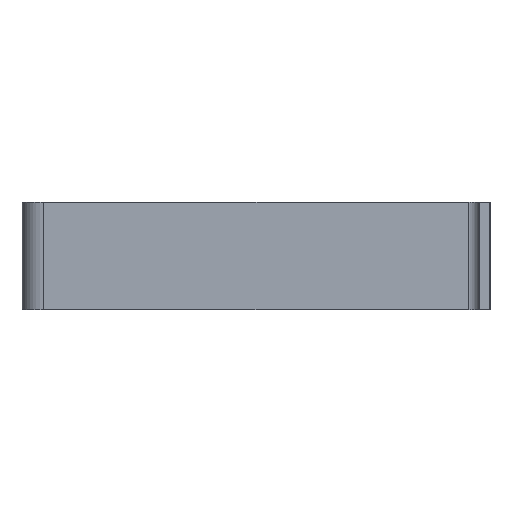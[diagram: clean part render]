
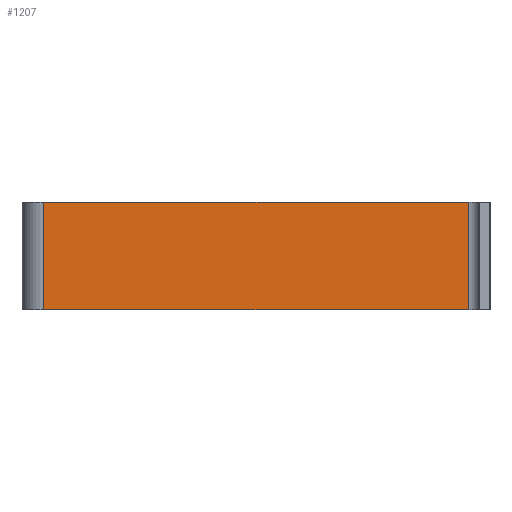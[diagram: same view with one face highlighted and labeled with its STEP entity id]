
A CAD part, left-side view. The second image highlights one B-rep face of the part: STEP entity #1207.
In plain terms, the highlighted planar face has unit normal (-1, 0, 0).
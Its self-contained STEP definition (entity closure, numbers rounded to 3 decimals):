
#83 = DIRECTION ( 'NONE',  ( 0., 0., 1. ) ) ;
#122 = VECTOR ( 'NONE', #83, 1000. ) ;
#125 = EDGE_CURVE ( 'NONE', #1037, #1285, #808, .T. ) ;
#144 = VERTEX_POINT ( 'NONE', #686 ) ;
#151 = DIRECTION ( 'NONE',  ( 0., 0., 1. ) ) ;
#161 = LINE ( 'NONE', #306, #122 ) ;
#172 = DIRECTION ( 'NONE',  ( 0., 0., -1. ) ) ;
#183 = CARTESIAN_POINT ( 'NONE',  ( -64., 166., -20. ) ) ;
#197 = ORIENTED_EDGE ( 'NONE', *, *, #125, .F. ) ;
#222 = CARTESIAN_POINT ( 'NONE',  ( -64., 0., -20. ) ) ;
#306 = CARTESIAN_POINT ( 'NONE',  ( -64., 8., -20. ) ) ;
#350 = EDGE_CURVE ( 'NONE', #1285, #461, #602, .T. ) ;
#433 = EDGE_CURVE ( 'NONE', #144, #461, #1432, .T. ) ;
#461 = VERTEX_POINT ( 'NONE', #1399 ) ;
#516 = CARTESIAN_POINT ( 'NONE',  ( -64., 0., -20. ) ) ;
#517 = ORIENTED_EDGE ( 'NONE', *, *, #350, .F. ) ;
#565 = VECTOR ( 'NONE', #151, 1000. ) ;
#602 = LINE ( 'NONE', #1434, #565 ) ;
#676 = FACE_OUTER_BOUND ( 'NONE', #898, .T. ) ;
#682 = DIRECTION ( 'NONE',  ( 0., 1., 0. ) ) ;
#686 = CARTESIAN_POINT ( 'NONE',  ( -64., 8., 20. ) ) ;
#741 = PLANE ( 'NONE',  #1335 ) ;
#760 = VECTOR ( 'NONE', #682, 1000. ) ;
#763 = ORIENTED_EDGE ( 'NONE', *, *, #1409, .T. ) ;
#808 = LINE ( 'NONE', #222, #1401 ) ;
#863 = DIRECTION ( 'NONE',  ( 1., 0., 0. ) ) ;
#898 = EDGE_LOOP ( 'NONE', ( #971, #517, #197, #763 ) ) ;
#907 = CARTESIAN_POINT ( 'NONE',  ( -64., 8., -20. ) ) ;
#971 = ORIENTED_EDGE ( 'NONE', *, *, #433, .T. ) ;
#1026 = CARTESIAN_POINT ( 'NONE',  ( -64., 0., 20. ) ) ;
#1037 = VERTEX_POINT ( 'NONE', #907 ) ;
#1207 = ADVANCED_FACE ( 'NONE', ( #676 ), #741, .F. ) ;
#1285 = VERTEX_POINT ( 'NONE', #183 ) ;
#1335 = AXIS2_PLACEMENT_3D ( 'NONE', #516, #863, #172 ) ;
#1398 = DIRECTION ( 'NONE',  ( 0., 1., 0. ) ) ;
#1399 = CARTESIAN_POINT ( 'NONE',  ( -64., 166., 20. ) ) ;
#1401 = VECTOR ( 'NONE', #1398, 1000. ) ;
#1409 = EDGE_CURVE ( 'NONE', #1037, #144, #161, .T. ) ;
#1432 = LINE ( 'NONE', #1026, #760 ) ;
#1434 = CARTESIAN_POINT ( 'NONE',  ( -64., 166., -20. ) ) ;
